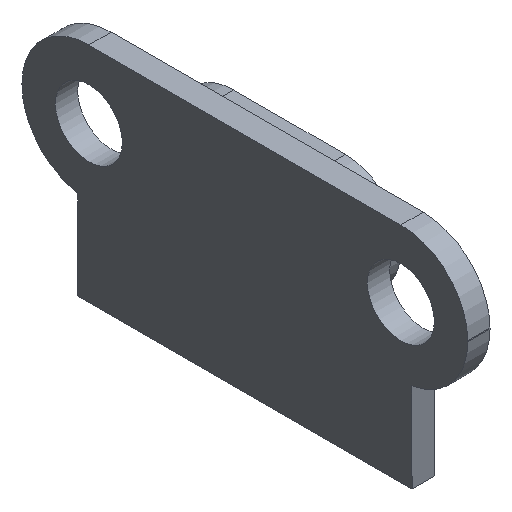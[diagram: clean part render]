
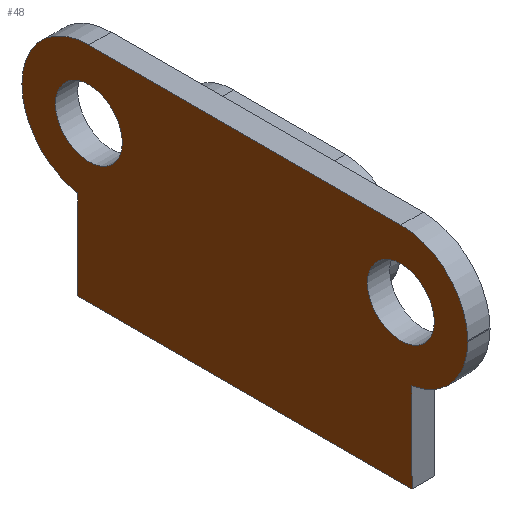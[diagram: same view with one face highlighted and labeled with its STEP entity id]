
A CAD part, isometric view. The second image highlights one B-rep face of the part: STEP entity #48.
In plain terms, the highlighted planar face has unit normal (-1, 0, 0).
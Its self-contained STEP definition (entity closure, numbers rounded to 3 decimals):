
#48=ADVANCED_FACE('',(#219,#221,#223),#225,.T.);
#219=FACE_BOUND('',#220,.T.);
#220=EDGE_LOOP('',(#366,#367,#368,#369,#370,#371,#372,#373,#374,#375));
#221=FACE_BOUND('',#222,.T.);
#222=EDGE_LOOP('',(#376));
#223=FACE_BOUND('',#224,.T.);
#224=EDGE_LOOP('',(#377));
#225=PLANE('',#226);
#226=AXIS2_PLACEMENT_3D('',#227,#228,#229);
#227=CARTESIAN_POINT('',(-0.5,7.5,0.));
#228=DIRECTION('',(-1.,0.,0.));
#229=DIRECTION('',(0.,-1.,0.));
#366=ORIENTED_EDGE('',*,*,#458,.F.);
#367=ORIENTED_EDGE('',*,*,#459,.F.);
#368=ORIENTED_EDGE('',*,*,#460,.F.);
#369=ORIENTED_EDGE('',*,*,#461,.F.);
#370=ORIENTED_EDGE('',*,*,#462,.T.);
#371=ORIENTED_EDGE('',*,*,#463,.T.);
#372=ORIENTED_EDGE('',*,*,#464,.F.);
#373=ORIENTED_EDGE('',*,*,#465,.T.);
#374=ORIENTED_EDGE('',*,*,#466,.F.);
#375=ORIENTED_EDGE('',*,*,#467,.F.);
#376=ORIENTED_EDGE('',*,*,#468,.T.);
#377=ORIENTED_EDGE('',*,*,#469,.T.);
#458=EDGE_CURVE('',#504,#505,#506,.F.);
#459=EDGE_CURVE('',#507,#504,#508,.T.);
#460=EDGE_CURVE('',#509,#507,#510,.F.);
#461=EDGE_CURVE('',#511,#509,#512,.T.);
#462=EDGE_CURVE('',#511,#513,#514,.T.);
#463=EDGE_CURVE('',#513,#515,#516,.T.);
#464=EDGE_CURVE('',#517,#515,#518,.F.);
#465=EDGE_CURVE('',#517,#519,#520,.T.);
#466=EDGE_CURVE('',#521,#519,#522,.F.);
#467=EDGE_CURVE('',#505,#521,#523,.T.);
#468=EDGE_CURVE('',#524,#524,#525,.T.);
#469=EDGE_CURVE('',#526,#526,#527,.T.);
#504=VERTEX_POINT('',#582);
#505=VERTEX_POINT('',#583);
#506=CIRCLE('',#584,3.);
#507=VERTEX_POINT('',#588);
#508=LINE('',#589,#590);
#509=VERTEX_POINT('',#592);
#510=CIRCLE('',#593,3.);
#511=VERTEX_POINT('',#597);
#512=LINE('',#598,#599);
#513=VERTEX_POINT('',#601);
#514=LINE('',#602,#603);
#515=VERTEX_POINT('',#605);
#516=LINE('',#606,#607);
#517=VERTEX_POINT('',#609);
#518=CIRCLE('',#610,3.);
#519=VERTEX_POINT('',#614);
#520=LINE('',#615,#616);
#521=VERTEX_POINT('',#618);
#522=CIRCLE('',#619,3.);
#523=LINE('',#623,#624);
#524=VERTEX_POINT('',#626);
#525=CIRCLE('',#627,1.5);
#526=VERTEX_POINT('',#631);
#527=CIRCLE('',#632,1.5);
#582=CARTESIAN_POINT('',(-0.5,10.,7.));
#583=CARTESIAN_POINT('',(-0.5,7.,10.));
#584=AXIS2_PLACEMENT_3D('',#585,#586,#587);
#585=CARTESIAN_POINT('',(-0.5,7.,7.));
#586=DIRECTION('',(-1.,0.,0.));
#587=DIRECTION('',(0.,0.,1.));
#588=CARTESIAN_POINT('',(-0.5,10.,6.958));
#589=CARTESIAN_POINT('',(-0.5,10.,6.958));
#590=VECTOR('',#591,1.);
#591=DIRECTION('',(0.,0.,1.));
#592=CARTESIAN_POINT('',(-0.5,7.5,4.));
#593=AXIS2_PLACEMENT_3D('',#594,#595,#596);
#594=CARTESIAN_POINT('',(-0.5,7.,6.958));
#595=DIRECTION('',(-1.,0.,0.));
#596=DIRECTION('',(0.,1.,0.));
#597=CARTESIAN_POINT('',(-0.5,7.5,0.));
#598=CARTESIAN_POINT('',(-0.5,7.5,0.));
#599=VECTOR('',#600,1.);
#600=DIRECTION('',(0.,0.,1.));
#601=CARTESIAN_POINT('',(-0.5,-7.5,0.));
#602=CARTESIAN_POINT('',(-0.5,7.5,0.));
#603=VECTOR('',#604,1.);
#604=DIRECTION('',(0.,-1.,0.));
#605=CARTESIAN_POINT('',(-0.5,-7.5,4.));
#606=CARTESIAN_POINT('',(-0.5,-7.5,0.));
#607=VECTOR('',#608,1.);
#608=DIRECTION('',(0.,0.,1.));
#609=CARTESIAN_POINT('',(-0.5,-10.,6.958));
#610=AXIS2_PLACEMENT_3D('',#611,#612,#613);
#611=CARTESIAN_POINT('',(-0.5,-7.,6.958));
#612=DIRECTION('',(-1.,0.,0.));
#613=DIRECTION('',(0.,-0.167,-0.986));
#614=CARTESIAN_POINT('',(-0.5,-10.,7.));
#615=CARTESIAN_POINT('',(-0.5,-10.,6.958));
#616=VECTOR('',#617,1.);
#617=DIRECTION('',(0.,0.,1.));
#618=CARTESIAN_POINT('',(-0.5,-7.,10.));
#619=AXIS2_PLACEMENT_3D('',#620,#621,#622);
#620=CARTESIAN_POINT('',(-0.5,-7.,7.));
#621=DIRECTION('',(-1.,0.,0.));
#622=DIRECTION('',(0.,-1.,0.));
#623=CARTESIAN_POINT('',(-0.5,7.,10.));
#624=VECTOR('',#625,1.);
#625=DIRECTION('',(0.,-1.,0.));
#626=CARTESIAN_POINT('',(-0.5,8.5,6.958));
#627=AXIS2_PLACEMENT_3D('',#628,#629,#630);
#628=CARTESIAN_POINT('',(-0.5,7.,6.958));
#629=DIRECTION('',(1.,0.,0.));
#630=DIRECTION('',(0.,1.,0.));
#631=CARTESIAN_POINT('',(-0.5,-5.5,7.));
#632=AXIS2_PLACEMENT_3D('',#633,#634,#635);
#633=CARTESIAN_POINT('',(-0.5,-7.,7.));
#634=DIRECTION('',(1.,0.,0.));
#635=DIRECTION('',(0.,1.,0.));
